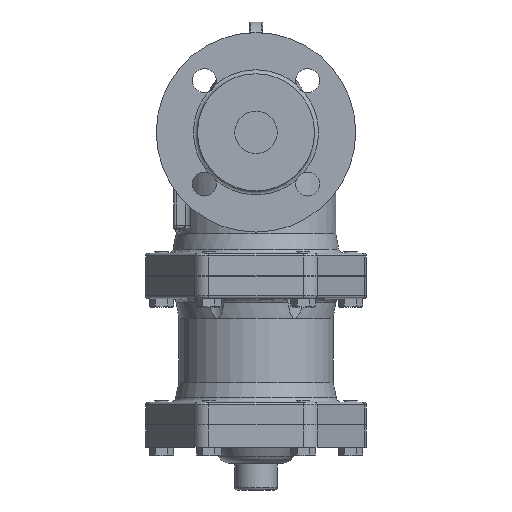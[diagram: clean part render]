
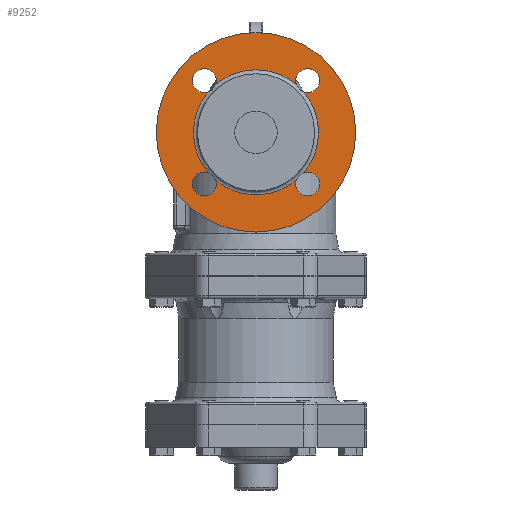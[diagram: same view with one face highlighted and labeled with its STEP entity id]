
A CAD part, left-side view. The second image highlights one B-rep face of the part: STEP entity #9252.
In plain terms, the highlighted planar face has unit normal (-1, 0, 0).
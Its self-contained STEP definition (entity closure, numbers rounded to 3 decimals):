
#1684=PLANE('',#10204);
#1821=FACE_BOUND('',#3073,.T.);
#2360=FACE_OUTER_BOUND('',#3072,.T.);
#3072=EDGE_LOOP('',(#8298));
#3073=EDGE_LOOP('',(#8299,#8300,#8301,#8302,#8303,#8304,#8305,#8306));
#3600=CIRCLE('',#10200,47.);
#3601=CIRCLE('',#10201,47.);
#3602=CIRCLE('',#10202,47.);
#3603=CIRCLE('',#10203,47.);
#3604=CIRCLE('',#10205,75.);
#3605=CIRCLE('',#10206,9.);
#3606=CIRCLE('',#10207,9.);
#3607=CIRCLE('',#10208,9.);
#3608=CIRCLE('',#10209,9.);
#4483=VERTEX_POINT('',#28412);
#4484=VERTEX_POINT('',#28413);
#4485=VERTEX_POINT('',#28415);
#4486=VERTEX_POINT('',#28430);
#4487=VERTEX_POINT('',#28432);
#4488=VERTEX_POINT('',#28447);
#4489=VERTEX_POINT('',#28449);
#4490=VERTEX_POINT('',#28464);
#4491=VERTEX_POINT('',#28481);
#5784=EDGE_CURVE('',#4483,#4484,#3600,.T.);
#5786=EDGE_CURVE('',#4485,#4486,#3601,.T.);
#5788=EDGE_CURVE('',#4487,#4488,#3602,.T.);
#5790=EDGE_CURVE('',#4489,#4490,#3603,.T.);
#5792=EDGE_CURVE('',#4491,#4491,#3604,.T.);
#5793=EDGE_CURVE('',#4483,#4490,#3605,.T.);
#5794=EDGE_CURVE('',#4489,#4488,#3606,.T.);
#5795=EDGE_CURVE('',#4487,#4486,#3607,.T.);
#5796=EDGE_CURVE('',#4485,#4484,#3608,.T.);
#8298=ORIENTED_EDGE('',*,*,#5792,.T.);
#8299=ORIENTED_EDGE('',*,*,#5784,.F.);
#8300=ORIENTED_EDGE('',*,*,#5793,.T.);
#8301=ORIENTED_EDGE('',*,*,#5790,.F.);
#8302=ORIENTED_EDGE('',*,*,#5794,.T.);
#8303=ORIENTED_EDGE('',*,*,#5788,.F.);
#8304=ORIENTED_EDGE('',*,*,#5795,.T.);
#8305=ORIENTED_EDGE('',*,*,#5786,.F.);
#8306=ORIENTED_EDGE('',*,*,#5796,.T.);
#9252=ADVANCED_FACE('',(#2360,#1821),#1684,.F.);
#10200=AXIS2_PLACEMENT_3D('',#28414,#12414,#12415);
#10201=AXIS2_PLACEMENT_3D('',#28431,#12416,#12417);
#10202=AXIS2_PLACEMENT_3D('',#28448,#12418,#12419);
#10203=AXIS2_PLACEMENT_3D('',#28465,#12420,#12421);
#10204=AXIS2_PLACEMENT_3D('',#28480,#12422,#12423);
#10205=AXIS2_PLACEMENT_3D('',#28482,#12424,#12425);
#10206=AXIS2_PLACEMENT_3D('',#28483,#12426,#12427);
#10207=AXIS2_PLACEMENT_3D('',#28484,#12428,#12429);
#10208=AXIS2_PLACEMENT_3D('',#28485,#12430,#12431);
#10209=AXIS2_PLACEMENT_3D('',#28486,#12432,#12433);
#12414=DIRECTION('center_axis',(-1.,0.,0.));
#12415=DIRECTION('ref_axis',(0.,0.,-1.));
#12416=DIRECTION('center_axis',(-1.,0.,0.));
#12417=DIRECTION('ref_axis',(0.,0.,-1.));
#12418=DIRECTION('center_axis',(-1.,0.,0.));
#12419=DIRECTION('ref_axis',(0.,0.,-1.));
#12420=DIRECTION('center_axis',(-1.,0.,0.));
#12421=DIRECTION('ref_axis',(0.,0.,-1.));
#12422=DIRECTION('center_axis',(1.,0.,0.));
#12423=DIRECTION('ref_axis',(0.,0.,-1.));
#12424=DIRECTION('center_axis',(-1.,0.,0.));
#12425=DIRECTION('ref_axis',(0.,0.,1.));
#12426=DIRECTION('center_axis',(1.,0.,0.));
#12427=DIRECTION('ref_axis',(0.,0.,1.));
#12428=DIRECTION('center_axis',(1.,0.,0.));
#12429=DIRECTION('ref_axis',(0.,-1.,0.));
#12430=DIRECTION('center_axis',(1.,0.,0.));
#12431=DIRECTION('ref_axis',(0.,0.,-1.));
#12432=DIRECTION('center_axis',(1.,0.,0.));
#12433=DIRECTION('ref_axis',(0.,1.,0.));
#28412=CARTESIAN_POINT('',(-104.5,30.432,72.182));
#28413=CARTESIAN_POINT('',(-104.5,-30.432,72.182));
#28414=CARTESIAN_POINT('Origin',(-104.5,0.,108.));
#28415=CARTESIAN_POINT('',(-104.5,-35.818,77.568));
#28430=CARTESIAN_POINT('',(-104.5,-35.818,138.432));
#28431=CARTESIAN_POINT('Origin',(-104.5,0.,108.));
#28432=CARTESIAN_POINT('',(-104.5,-30.432,143.818));
#28447=CARTESIAN_POINT('',(-104.5,30.432,143.818));
#28448=CARTESIAN_POINT('Origin',(-104.5,0.,108.));
#28449=CARTESIAN_POINT('',(-104.5,35.818,138.432));
#28464=CARTESIAN_POINT('',(-104.5,35.818,77.568));
#28465=CARTESIAN_POINT('Origin',(-104.5,0.,108.));
#28480=CARTESIAN_POINT('Origin',(-104.5,0.,167.5));
#28481=CARTESIAN_POINT('',(-104.5,0.,183.));
#28482=CARTESIAN_POINT('Origin',(-104.5,0.,108.));
#28483=CARTESIAN_POINT('Origin',(-104.5,38.891,69.109));
#28484=CARTESIAN_POINT('Origin',(-104.5,38.891,146.891));
#28485=CARTESIAN_POINT('Origin',(-104.5,-38.891,146.891));
#28486=CARTESIAN_POINT('Origin',(-104.5,-38.891,69.109));
